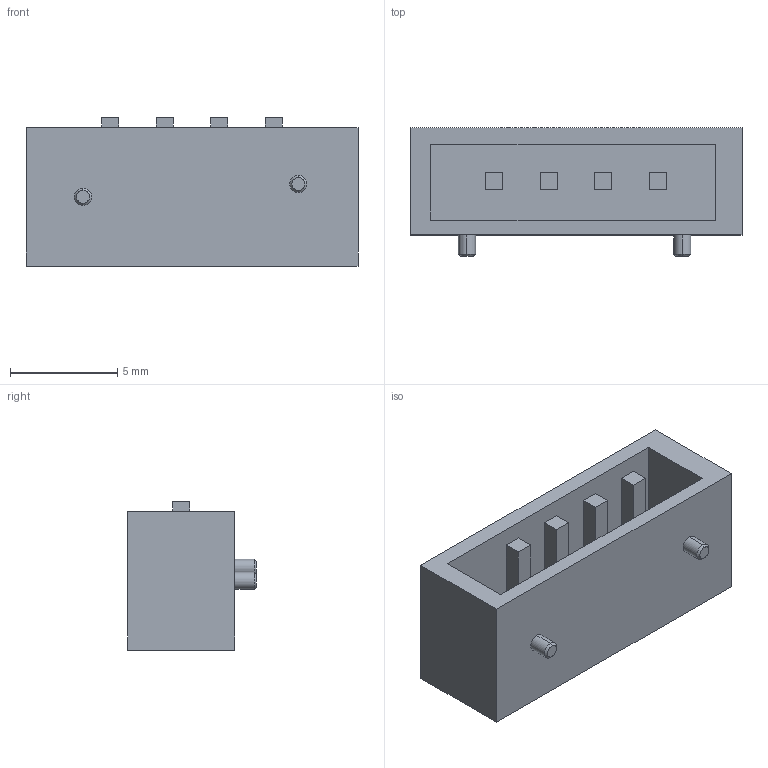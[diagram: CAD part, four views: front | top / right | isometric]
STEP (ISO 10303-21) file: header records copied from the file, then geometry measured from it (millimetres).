
FILE_DESCRIPTION (( 'STEP AP203' ), '1' );
FILE_NAME ('Harting terminal block.STEP', '2017-06-15T05:49:15', ( '' ), ( '' ), 'SwSTEP 2.0', 'SolidWorks 2016', '' );
FILE_SCHEMA (( 'CONFIG_CONTROL_DESIGN' ));
Length unit declared in the file: millimetre
Products named in the file (1): Harting terminal block
Bounding box: 15.47 x 6 x 6.9 mm (x, y, z)
Volume: 254.8 mm3; surface area: 688.9 mm2
Topology: 3 solids, 3 shells, 43 faces, 92 edges, 60 vertices
Faces by surface type: plane 35, cone 4, cylinder 4
Entity records: 1219 total; most frequent: CARTESIAN_POINT 196, DIRECTION 192, ORIENTED_EDGE 184, EDGE_CURVE 92, VECTOR 80, LINE 80, VERTEX_POINT 60, AXIS2_PLACEMENT_3D 56
